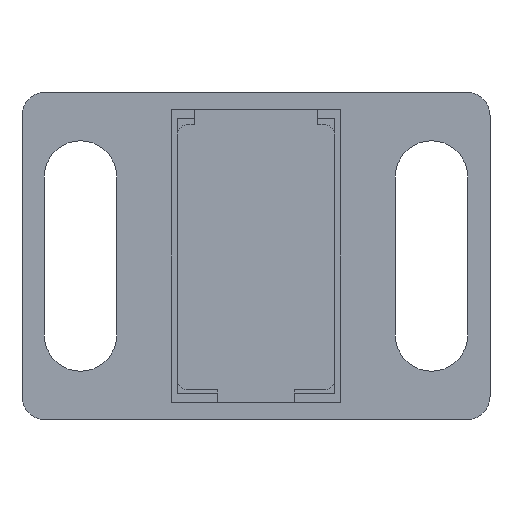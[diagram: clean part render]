
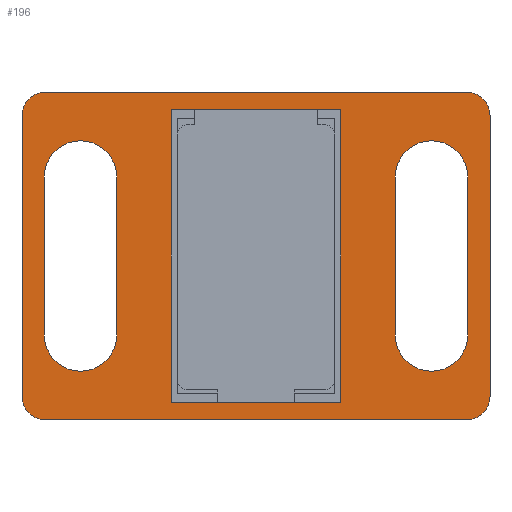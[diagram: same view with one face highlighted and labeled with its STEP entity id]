
A CAD part, front view. The second image highlights one B-rep face of the part: STEP entity #196.
In plain terms, the highlighted planar face has unit normal (0, -1, 0).
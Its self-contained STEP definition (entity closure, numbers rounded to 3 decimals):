
#196=ADVANCED_FACE('NONE',(#474,#475,#476,#477),#478,.F.);
#474=FACE_OUTER_BOUND('',#853,.T.);
#475=FACE_BOUND('',#854,.T.);
#476=FACE_BOUND('',#855,.T.);
#477=FACE_BOUND('',#856,.T.);
#478=PLANE('',#857);
#853=EDGE_LOOP('',(#1443,#1444,#1445,#1446,#1447,#1448,#1449,#1450));
#854=EDGE_LOOP('',(#1451,#1452,#1453,#1454,#1455,#1456));
#855=EDGE_LOOP('',(#1457,#1458,#1459,#1460,#1461,#1462));
#856=EDGE_LOOP('',(#1463,#1464,#1465,#1466));
#857=AXIS2_PLACEMENT_3D('',#1467,#1468,#1469);
#1443=ORIENTED_EDGE('',*,*,#2444,.T.);
#1444=ORIENTED_EDGE('',*,*,#2446,.T.);
#1445=ORIENTED_EDGE('',*,*,#2447,.T.);
#1446=ORIENTED_EDGE('',*,*,#2448,.T.);
#1447=ORIENTED_EDGE('',*,*,#2392,.F.);
#1448=ORIENTED_EDGE('',*,*,#2449,.T.);
#1449=ORIENTED_EDGE('',*,*,#2450,.F.);
#1450=ORIENTED_EDGE('',*,*,#2451,.T.);
#1451=ORIENTED_EDGE('',*,*,#2452,.F.);
#1452=ORIENTED_EDGE('',*,*,#2453,.F.);
#1453=ORIENTED_EDGE('',*,*,#2362,.F.);
#1454=ORIENTED_EDGE('',*,*,#2454,.F.);
#1455=ORIENTED_EDGE('',*,*,#2371,.F.);
#1456=ORIENTED_EDGE('',*,*,#2455,.F.);
#1457=ORIENTED_EDGE('',*,*,#2456,.F.);
#1458=ORIENTED_EDGE('',*,*,#2457,.F.);
#1459=ORIENTED_EDGE('',*,*,#2367,.F.);
#1460=ORIENTED_EDGE('',*,*,#2458,.F.);
#1461=ORIENTED_EDGE('',*,*,#2376,.F.);
#1462=ORIENTED_EDGE('',*,*,#2459,.F.);
#1463=ORIENTED_EDGE('',*,*,#2460,.F.);
#1464=ORIENTED_EDGE('',*,*,#2461,.F.);
#1465=ORIENTED_EDGE('',*,*,#2462,.F.);
#1466=ORIENTED_EDGE('',*,*,#2463,.F.);
#1467=CARTESIAN_POINT('',(-20.0,0.0,28.0));
#1468=DIRECTION('',(0.0,1.0,0.0));
#1469=DIRECTION('',(1.0,0.0,-0.0));
#2362=EDGE_CURVE('NONE',#2781,#2777,#2783,.T.);
#2367=EDGE_CURVE('NONE',#2790,#2786,#2792,.T.);
#2371=EDGE_CURVE('NONE',#2797,#2799,#2800,.T.);
#2376=EDGE_CURVE('NONE',#2806,#2808,#2809,.T.);
#2392=EDGE_CURVE('NONE',#2835,#2830,#2837,.T.);
#2444=EDGE_CURVE('NONE',#2922,#2927,#2929,.T.);
#2446=EDGE_CURVE('NONE',#2927,#2931,#2932,.T.);
#2447=EDGE_CURVE('NONE',#2931,#2933,#2934,.T.);
#2448=EDGE_CURVE('NONE',#2933,#2830,#2935,.T.);
#2449=EDGE_CURVE('NONE',#2835,#2936,#2937,.T.);
#2450=EDGE_CURVE('NONE',#2938,#2936,#2939,.T.);
#2451=EDGE_CURVE('NONE',#2938,#2922,#2940,.T.);
#2452=EDGE_CURVE('NONE',#2941,#2942,#2943,.T.);
#2453=EDGE_CURVE('NONE',#2777,#2941,#2944,.T.);
#2454=EDGE_CURVE('NONE',#2799,#2781,#2945,.T.);
#2455=EDGE_CURVE('NONE',#2942,#2797,#2946,.T.);
#2456=EDGE_CURVE('NONE',#2947,#2948,#2949,.T.);
#2457=EDGE_CURVE('NONE',#2786,#2947,#2950,.T.);
#2458=EDGE_CURVE('NONE',#2808,#2790,#2951,.T.);
#2459=EDGE_CURVE('NONE',#2948,#2806,#2952,.T.);
#2460=EDGE_CURVE('NONE',#2953,#2954,#2955,.T.);
#2461=EDGE_CURVE('NONE',#2956,#2953,#2957,.T.);
#2462=EDGE_CURVE('NONE',#2958,#2956,#2959,.T.);
#2463=EDGE_CURVE('NONE',#2954,#2958,#2960,.T.);
#2777=VERTEX_POINT('',#3382);
#2781=VERTEX_POINT('NONE',#3387);
#2783=CIRCLE('',#3390,3.1);
#2786=VERTEX_POINT('',#3393);
#2790=VERTEX_POINT('NONE',#3398);
#2792=CIRCLE('',#3401,3.1);
#2797=VERTEX_POINT('NONE',#3406);
#2799=VERTEX_POINT('NONE',#3409);
#2800=CIRCLE('',#3410,3.1);
#2806=VERTEX_POINT('NONE',#3417);
#2808=VERTEX_POINT('NONE',#3420);
#2809=CIRCLE('',#3421,3.1);
#2830=VERTEX_POINT('NONE',#3447);
#2835=VERTEX_POINT('NONE',#3454);
#2837=LINE('',#3457,#3458);
#2922=VERTEX_POINT('NONE',#3573);
#2927=VERTEX_POINT('NONE',#3580);
#2929=LINE('',#3583,#3584);
#2931=VERTEX_POINT('NONE',#3586);
#2932=CIRCLE('',#3587,2.0);
#2933=VERTEX_POINT('NONE',#3588);
#2934=LINE('',#3589,#3590);
#2935=CIRCLE('',#3591,2.0);
#2936=VERTEX_POINT('NONE',#3592);
#2937=CIRCLE('',#3593,2.0);
#2938=VERTEX_POINT('NONE',#3594);
#2939=LINE('',#3595,#3596);
#2940=CIRCLE('',#3597,2.0);
#2941=VERTEX_POINT('NONE',#3598);
#2942=VERTEX_POINT('NONE',#3599);
#2943=LINE('',#3600,#3601);
#2944=CIRCLE('',#3602,3.1);
#2945=LINE('',#3603,#3604);
#2946=CIRCLE('',#3605,3.1);
#2947=VERTEX_POINT('NONE',#3606);
#2948=VERTEX_POINT('NONE',#3607);
#2949=LINE('',#3608,#3609);
#2950=CIRCLE('',#3610,3.1);
#2951=LINE('',#3611,#3612);
#2952=CIRCLE('',#3613,3.1);
#2953=VERTEX_POINT('NONE',#3614);
#2954=VERTEX_POINT('NONE',#3615);
#2955=LINE('',#3616,#3617);
#2956=VERTEX_POINT('NONE',#3618);
#2957=LINE('',#3619,#3620);
#2958=VERTEX_POINT('NONE',#3621);
#2959=LINE('',#3622,#3623);
#2960=LINE('',#3624,#3625);
#3382=CARTESIAN_POINT('',(-15.0,0.0,23.85));
#3387=CARTESIAN_POINT('',(-11.9,0.0,20.75));
#3390=AXIS2_PLACEMENT_3D('',#4272,#4273,#4274);
#3393=CARTESIAN_POINT('',(15.0,0.0,23.85));
#3398=CARTESIAN_POINT('',(18.1,0.0,20.75));
#3401=AXIS2_PLACEMENT_3D('',#4280,#4281,#4282);
#3406=CARTESIAN_POINT('',(-15.0,0.0,4.15));
#3409=CARTESIAN_POINT('',(-11.9,0.0,7.25));
#3410=AXIS2_PLACEMENT_3D('',#4287,#4288,#4289);
#3417=CARTESIAN_POINT('',(15.0,0.0,4.15));
#3420=CARTESIAN_POINT('',(18.1,0.0,7.25));
#3421=AXIS2_PLACEMENT_3D('',#4295,#4296,#4297);
#3447=CARTESIAN_POINT('',(20.0,0.0,2.0));
#3454=CARTESIAN_POINT('',(20.0,0.0,26.0));
#3457=CARTESIAN_POINT('',(20.0,0.0,28.0));
#3458=VECTOR('',#4318,1000.0);
#3573=CARTESIAN_POINT('',(-20.0,0.0,26.0));
#3580=CARTESIAN_POINT('',(-20.0,0.0,2.0));
#3583=CARTESIAN_POINT('',(-20.0,0.0,28.0));
#3584=VECTOR('',#4388,1000.0);
#3586=CARTESIAN_POINT('',(-18.0,0.0,0.0));
#3587=AXIS2_PLACEMENT_3D('',#4389,#4390,#4391);
#3588=CARTESIAN_POINT('',(18.0,0.0,0.0));
#3589=CARTESIAN_POINT('',(-20.0,0.0,0.0));
#3590=VECTOR('',#4392,1000.0);
#3591=AXIS2_PLACEMENT_3D('',#4393,#4394,#4395);
#3592=CARTESIAN_POINT('',(18.0,0.0,28.0));
#3593=AXIS2_PLACEMENT_3D('',#4396,#4397,#4398);
#3594=CARTESIAN_POINT('',(-18.0,0.0,28.0));
#3595=CARTESIAN_POINT('',(-20.0,0.0,28.0));
#3596=VECTOR('',#4399,1000.0);
#3597=AXIS2_PLACEMENT_3D('',#4400,#4401,#4402);
#3598=CARTESIAN_POINT('',(-18.1,0.0,20.75));
#3599=CARTESIAN_POINT('',(-18.1,0.0,7.25));
#3600=CARTESIAN_POINT('',(-18.1,0.0,20.75));
#3601=VECTOR('',#4403,1000.0);
#3602=AXIS2_PLACEMENT_3D('',#4404,#4405,#4406);
#3603=CARTESIAN_POINT('',(-11.9,0.0,20.75));
#3604=VECTOR('',#4407,1000.0);
#3605=AXIS2_PLACEMENT_3D('',#4408,#4409,#4410);
#3606=CARTESIAN_POINT('',(11.9,0.0,20.75));
#3607=CARTESIAN_POINT('',(11.9,0.0,7.25));
#3608=CARTESIAN_POINT('',(11.9,0.0,20.75));
#3609=VECTOR('',#4411,1000.0);
#3610=AXIS2_PLACEMENT_3D('',#4412,#4413,#4414);
#3611=CARTESIAN_POINT('',(18.1,0.0,20.75));
#3612=VECTOR('',#4415,1000.0);
#3613=AXIS2_PLACEMENT_3D('',#4416,#4417,#4418);
#3614=CARTESIAN_POINT('',(7.25,0.0,26.5));
#3615=CARTESIAN_POINT('',(-7.25,0.0,26.5));
#3616=CARTESIAN_POINT('',(7.25,0.0,26.5));
#3617=VECTOR('',#4419,1000.0);
#3618=CARTESIAN_POINT('',(7.25,0.0,1.5));
#3619=CARTESIAN_POINT('',(7.25,0.0,26.5));
#3620=VECTOR('',#4420,1000.0);
#3621=CARTESIAN_POINT('',(-7.25,0.0,1.5));
#3622=CARTESIAN_POINT('',(7.25,0.0,1.5));
#3623=VECTOR('',#4421,1000.0);
#3624=CARTESIAN_POINT('',(-7.25,0.0,26.5));
#3625=VECTOR('',#4422,1000.0);
#4272=CARTESIAN_POINT('',(-15.0,0.0,20.75));
#4273=DIRECTION('',(0.0,-1.0,0.0));
#4274=DIRECTION('',(0.0,0.0,1.0));
#4280=CARTESIAN_POINT('',(15.0,0.0,20.75));
#4281=DIRECTION('',(0.0,-1.0,0.0));
#4282=DIRECTION('',(0.0,0.0,-1.0));
#4287=CARTESIAN_POINT('',(-15.0,0.0,7.25));
#4288=DIRECTION('',(0.0,-1.0,0.0));
#4289=DIRECTION('',(0.0,0.0,-1.0));
#4295=CARTESIAN_POINT('',(15.0,0.0,7.25));
#4296=DIRECTION('',(0.0,-1.0,0.0));
#4297=DIRECTION('',(0.0,0.0,1.0));
#4318=DIRECTION('',(-0.0,-0.0,-1.0));
#4388=DIRECTION('',(-0.0,-0.0,-1.0));
#4389=CARTESIAN_POINT('',(-18.0,0.0,2.0));
#4390=DIRECTION('',(0.0,-1.0,0.0));
#4391=DIRECTION('',(0.0,0.0,1.0));
#4392=DIRECTION('',(1.0,0.0,0.0));
#4393=CARTESIAN_POINT('',(18.0,0.0,2.0));
#4394=DIRECTION('',(0.0,-1.0,0.0));
#4395=DIRECTION('',(0.0,0.0,1.0));
#4396=CARTESIAN_POINT('',(18.0,0.0,26.0));
#4397=DIRECTION('',(0.0,-1.0,0.0));
#4398=DIRECTION('',(0.0,0.0,1.0));
#4399=DIRECTION('',(1.0,0.0,0.0));
#4400=CARTESIAN_POINT('',(-18.0,0.0,26.0));
#4401=DIRECTION('',(0.0,-1.0,0.0));
#4402=DIRECTION('',(0.0,0.0,1.0));
#4403=DIRECTION('',(0.,0.0,-1.0));
#4404=CARTESIAN_POINT('',(-15.0,0.0,20.75));
#4405=DIRECTION('',(0.0,-1.0,0.0));
#4406=DIRECTION('',(0.0,0.0,1.0));
#4407=DIRECTION('',(0.,-0.0,1.0));
#4408=CARTESIAN_POINT('',(-15.0,0.0,7.25));
#4409=DIRECTION('',(0.0,-1.0,0.0));
#4410=DIRECTION('',(0.0,0.0,-1.0));
#4411=DIRECTION('',(0.,0.0,-1.0));
#4412=CARTESIAN_POINT('',(15.0,0.0,20.75));
#4413=DIRECTION('',(0.0,-1.0,0.0));
#4414=DIRECTION('',(0.0,0.0,-1.0));
#4415=DIRECTION('',(0.,-0.0,1.0));
#4416=CARTESIAN_POINT('',(15.0,0.0,7.25));
#4417=DIRECTION('',(0.0,-1.0,0.0));
#4418=DIRECTION('',(0.0,0.0,1.0));
#4419=DIRECTION('',(-1.0,0.0,0.0));
#4420=DIRECTION('',(0.,-0.0,1.0));
#4421=DIRECTION('',(1.0,-0.0,0.));
#4422=DIRECTION('',(0.,0.0,-1.0));
